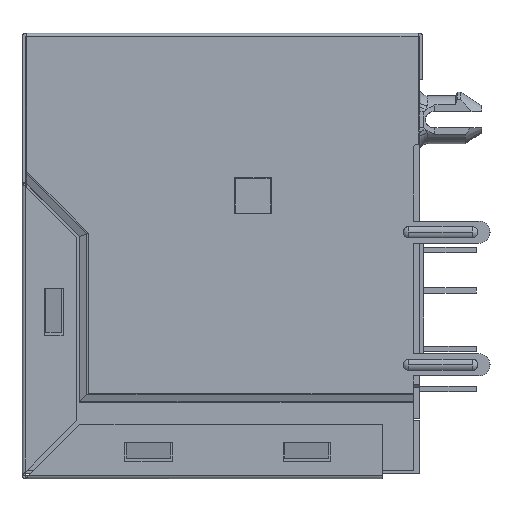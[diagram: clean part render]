
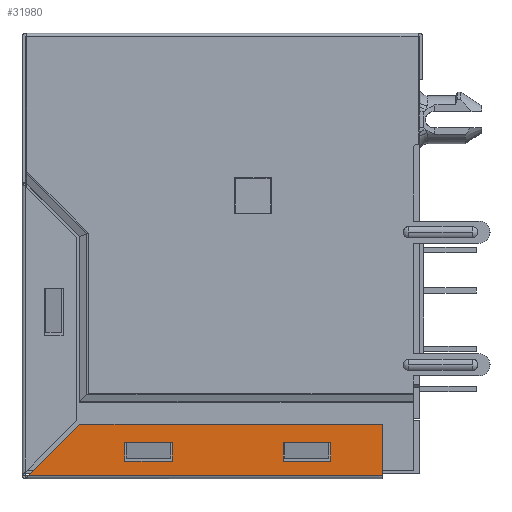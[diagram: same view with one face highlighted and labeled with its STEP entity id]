
A CAD part, left-side view. The second image highlights one B-rep face of the part: STEP entity #31980.
In plain terms, the highlighted planar face has unit normal (-1, 0, 0).
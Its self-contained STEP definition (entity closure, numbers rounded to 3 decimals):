
#1051 = EDGE_CURVE ( 'NONE', #69345, #48029, #34481, .T. ) ;
#1126 = CARTESIAN_POINT ( 'NONE',  ( -31.88, 1.055, -27.67 ) ) ;
#1603 = ORIENTED_EDGE ( 'NONE', *, *, #3189, .T. ) ;
#2539 = CARTESIAN_POINT ( 'NONE',  ( -31.88, -6.835, -25.58 ) ) ;
#3189 = EDGE_CURVE ( 'NONE', #56524, #9956, #45970, .T. ) ;
#3706 = CARTESIAN_POINT ( 'NONE',  ( -31.88, 3.165, -25.58 ) ) ;
#3795 = CARTESIAN_POINT ( 'NONE',  ( -31.88, 3.165, -26.78 ) ) ;
#4180 = B_SPLINE_CURVE_WITH_KNOTS ( 'NONE', 1,
 ( #40517, #17900 ),
 .UNSPECIFIED., .F., .F.,
 ( 2, 2 ),
 ( 0., 1. ),
 .UNSPECIFIED. ) ;
#7076 = EDGE_CURVE ( 'NONE', #75040, #9577, #4180, .T. ) ;
#8558 = EDGE_CURVE ( 'NONE', #59361, #74882, #19010, .T. ) ;
#9493 = CARTESIAN_POINT ( 'NONE',  ( -31.88, 12.693, -27.79 ) ) ;
#9577 = VERTEX_POINT ( 'NONE', #18105 ) ;
#9727 = CARTESIAN_POINT ( 'NONE',  ( -31.88, -3.835, -26.78 ) ) ;
#9956 = VERTEX_POINT ( 'NONE', #35120 ) ;
#10472 = ORIENTED_EDGE ( 'NONE', *, *, #57715, .T. ) ;
#13010 = ORIENTED_EDGE ( 'NONE', *, *, #39901, .T. ) ;
#13660 = EDGE_CURVE ( 'NONE', #48029, #59361, #17792, .T. ) ;
#14022 = ORIENTED_EDGE ( 'NONE', *, *, #31331, .T. ) ;
#14736 = B_SPLINE_CURVE_WITH_KNOTS ( 'NONE', 1,
 ( #48202, #25138 ),
 .UNSPECIFIED., .F., .F.,
 ( 2, 2 ),
 ( 0., 1. ),
 .UNSPECIFIED. ) ;
#15081 = ORIENTED_EDGE ( 'NONE', *, *, #45994, .T. ) ;
#17792 = B_SPLINE_CURVE_WITH_KNOTS ( 'NONE', 1,
 ( #49968, #49714 ),
 .UNSPECIFIED., .F., .F.,
 ( 2, 2 ),
 ( 0., 1. ),
 .UNSPECIFIED. ) ;
#17900 = CARTESIAN_POINT ( 'NONE',  ( -31.88, 6.165, -25.58 ) ) ;
#18105 = CARTESIAN_POINT ( 'NONE',  ( -31.88, 6.165, -25.58 ) ) ;
#18606 = CARTESIAN_POINT ( 'NONE',  ( -31.88, 3.165, -26.78 ) ) ;
#19010 = B_SPLINE_CURVE_WITH_KNOTS ( 'NONE', 1,
 ( #2539, #37830 ),
 .UNSPECIFIED., .F., .F.,
 ( 2, 2 ),
 ( 0., 1. ),
 .UNSPECIFIED. ) ;
#19595 = CARTESIAN_POINT ( 'NONE',  ( -31.88, 12.245, -27.67 ) ) ;
#19864 = ORIENTED_EDGE ( 'NONE', *, *, #28543, .T. ) ;
#20051 = CARTESIAN_POINT ( 'NONE',  ( -31.88, -10.135, -27.67 ) ) ;
#20887 = CARTESIAN_POINT ( 'NONE',  ( -31.88, 9.005, -24.43 ) ) ;
#21051 = FACE_BOUND ( 'NONE', #42931, .T. ) ;
#21471 = B_SPLINE_CURVE_WITH_KNOTS ( 'NONE', 1,
 ( #35434, #71824 ),
 .UNSPECIFIED., .F., .F.,
 ( 2, 2 ),
 ( 0., 1. ),
 .UNSPECIFIED. ) ;
#22070 = EDGE_LOOP ( 'NONE', ( #64926, #27344, #13010, #1603 ) ) ;
#23042 = EDGE_CURVE ( 'NONE', #46453, #9956, #71684, .T. ) ;
#25138 = CARTESIAN_POINT ( 'NONE',  ( -31.88, 9.005, -24.43 ) ) ;
#26144 = ORIENTED_EDGE ( 'NONE', *, *, #13660, .T. ) ;
#27344 = ORIENTED_EDGE ( 'NONE', *, *, #62881, .T. ) ;
#28528 = VERTEX_POINT ( 'NONE', #18606 ) ;
#28543 = EDGE_CURVE ( 'NONE', #74882, #69345, #21471, .T. ) ;
#28993 = CARTESIAN_POINT ( 'NONE',  ( -31.88, 6.165, -26.78 ) ) ;
#30859 = FACE_OUTER_BOUND ( 'NONE', #22070, .T. ) ;
#31331 = EDGE_CURVE ( 'NONE', #35904, #28528, #55837, .T. ) ;
#31980 = ADVANCED_FACE ( 'NONE', ( #30859, #21051, #42743 ), #67039, .T. ) ;
#33975 = ORIENTED_EDGE ( 'NONE', *, *, #8558, .T. ) ;
#34481 = B_SPLINE_CURVE_WITH_KNOTS ( 'NONE', 1,
 ( #9727, #67275 ),
 .UNSPECIFIED., .F., .F.,
 ( 2, 2 ),
 ( 0., 1. ),
 .UNSPECIFIED. ) ;
#35120 = CARTESIAN_POINT ( 'NONE',  ( -31.88, -10.135, -27.67 ) ) ;
#35434 = CARTESIAN_POINT ( 'NONE',  ( -31.88, -6.835, -26.78 ) ) ;
#35904 = VERTEX_POINT ( 'NONE', #42758 ) ;
#36437 = CARTESIAN_POINT ( 'NONE',  ( -31.88, -3.835, -26.78 ) ) ;
#37830 = CARTESIAN_POINT ( 'NONE',  ( -31.88, -6.835, -26.78 ) ) ;
#38011 = CARTESIAN_POINT ( 'NONE',  ( -31.88, 6.165, -25.58 ) ) ;
#39901 = EDGE_CURVE ( 'NONE', #60524, #56524, #56255, .T. ) ;
#40517 = CARTESIAN_POINT ( 'NONE',  ( -31.88, 6.165, -26.78 ) ) ;
#41061 = CARTESIAN_POINT ( 'NONE',  ( -31.88, 3.165, -26.78 ) ) ;
#41199 = DIRECTION ( 'NONE',  ( 0., -1., 0. ) ) ;
#42619 = CARTESIAN_POINT ( 'NONE',  ( -31.88, -6.835, -25.58 ) ) ;
#42743 = FACE_BOUND ( 'NONE', #53482, .T. ) ;
#42758 = CARTESIAN_POINT ( 'NONE',  ( -31.88, 3.165, -25.58 ) ) ;
#42931 = EDGE_LOOP ( 'NONE', ( #33975, #19864, #73547, #26144 ) ) ;
#45970 = LINE ( 'NONE', #1126, #58679 ) ;
#45994 = EDGE_CURVE ( 'NONE', #9577, #35904, #54347, .T. ) ;
#46453 = VERTEX_POINT ( 'NONE', #71069 ) ;
#48029 = VERTEX_POINT ( 'NONE', #74397 ) ;
#48202 = CARTESIAN_POINT ( 'NONE',  ( -31.88, -10.135, -24.43 ) ) ;
#49360 = CARTESIAN_POINT ( 'NONE',  ( -31.88, -6.835, -26.78 ) ) ;
#49714 = CARTESIAN_POINT ( 'NONE',  ( -31.88, -6.835, -25.58 ) ) ;
#49968 = CARTESIAN_POINT ( 'NONE',  ( -31.88, -3.835, -25.58 ) ) ;
#50116 = DIRECTION ( 'NONE',  ( -1., 0., 0. ) ) ;
#50656 = CARTESIAN_POINT ( 'NONE',  ( -31.88, 9.005, -24.43 ) ) ;
#52412 = AXIS2_PLACEMENT_3D ( 'NONE', #9493, #50116, #67546 ) ;
#53482 = EDGE_LOOP ( 'NONE', ( #14022, #10472, #66111, #15081 ) ) ;
#54347 = B_SPLINE_CURVE_WITH_KNOTS ( 'NONE', 1,
 ( #38011, #3706 ),
 .UNSPECIFIED., .F., .F.,
 ( 2, 2 ),
 ( 0., 1. ),
 .UNSPECIFIED. ) ;
#55837 = B_SPLINE_CURVE_WITH_KNOTS ( 'NONE', 1,
 ( #72717, #3795 ),
 .UNSPECIFIED., .F., .F.,
 ( 2, 2 ),
 ( 0., 1. ),
 .UNSPECIFIED. ) ;
#56255 = B_SPLINE_CURVE_WITH_KNOTS ( 'NONE', 1,
 ( #50656, #68101 ),
 .UNSPECIFIED., .F., .F.,
 ( 2, 2 ),
 ( 0., 1. ),
 .UNSPECIFIED. ) ;
#56524 = VERTEX_POINT ( 'NONE', #19595 ) ;
#57715 = EDGE_CURVE ( 'NONE', #28528, #75040, #60366, .T. ) ;
#58679 = VECTOR ( 'NONE', #41199, 1000. ) ;
#59361 = VERTEX_POINT ( 'NONE', #42619 ) ;
#60366 = B_SPLINE_CURVE_WITH_KNOTS ( 'NONE', 1,
 ( #41061, #70375 ),
 .UNSPECIFIED., .F., .F.,
 ( 2, 2 ),
 ( 0., 1. ),
 .UNSPECIFIED. ) ;
#60524 = VERTEX_POINT ( 'NONE', #20887 ) ;
#62881 = EDGE_CURVE ( 'NONE', #46453, #60524, #14736, .T. ) ;
#64926 = ORIENTED_EDGE ( 'NONE', *, *, #23042, .F. ) ;
#66111 = ORIENTED_EDGE ( 'NONE', *, *, #7076, .T. ) ;
#66675 = CARTESIAN_POINT ( 'NONE',  ( -31.88, -10.135, -24.43 ) ) ;
#67039 = PLANE ( 'NONE',  #52412 ) ;
#67275 = CARTESIAN_POINT ( 'NONE',  ( -31.88, -3.835, -25.58 ) ) ;
#67546 = DIRECTION ( 'NONE',  ( 0., -1., 0. ) ) ;
#68101 = CARTESIAN_POINT ( 'NONE',  ( -31.88, 12.245, -27.67 ) ) ;
#69345 = VERTEX_POINT ( 'NONE', #36437 ) ;
#70375 = CARTESIAN_POINT ( 'NONE',  ( -31.88, 6.165, -26.78 ) ) ;
#71069 = CARTESIAN_POINT ( 'NONE',  ( -31.88, -10.135, -24.43 ) ) ;
#71684 = B_SPLINE_CURVE_WITH_KNOTS ( 'NONE', 1,
 ( #66675, #20051 ),
 .UNSPECIFIED., .F., .F.,
 ( 2, 2 ),
 ( 0., 1. ),
 .UNSPECIFIED. ) ;
#71824 = CARTESIAN_POINT ( 'NONE',  ( -31.88, -3.835, -26.78 ) ) ;
#72717 = CARTESIAN_POINT ( 'NONE',  ( -31.88, 3.165, -25.58 ) ) ;
#73547 = ORIENTED_EDGE ( 'NONE', *, *, #1051, .T. ) ;
#74397 = CARTESIAN_POINT ( 'NONE',  ( -31.88, -3.835, -25.58 ) ) ;
#74882 = VERTEX_POINT ( 'NONE', #49360 ) ;
#75040 = VERTEX_POINT ( 'NONE', #28993 ) ;
